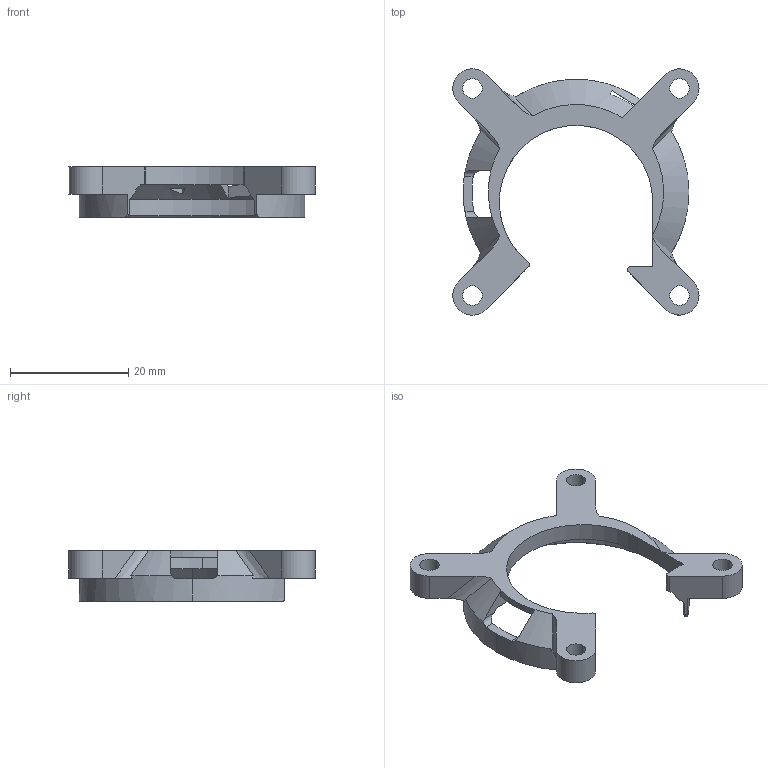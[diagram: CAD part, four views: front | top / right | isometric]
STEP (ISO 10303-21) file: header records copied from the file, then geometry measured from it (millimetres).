
FILE_DESCRIPTION (( 'STEP AP214' ), '1' );
FILE_NAME ('KNOMI盓殤.STEP', '2024-05-13T09:47:30', ( 'Windows User' ), ( 'P R C' ), 'SwSTEP 2.0', 'SolidWorks 2024', '' );
FILE_SCHEMA (( 'AUTOMOTIVE_DESIGN' ));
Length unit declared in the file: millimetre
Products named in the file (1): KNOMI支架
Bounding box: 41.59 x 41.59 x 8.5 mm (x, y, z)
Volume: 2350.7 mm3; surface area: 3113.8 mm2
Topology: 1 solids, 1 shells, 86 faces, 248 edges, 162 vertices
Faces by surface type: plane 36, cylinder 32, cone 10, bspline 8
Entity records: 3309 total; most frequent: CARTESIAN_POINT 1101, ORIENTED_EDGE 496, DIRECTION 414, EDGE_CURVE 248, VERTEX_POINT 162, AXIS2_PLACEMENT_3D 158, LINE 98, VECTOR 98
